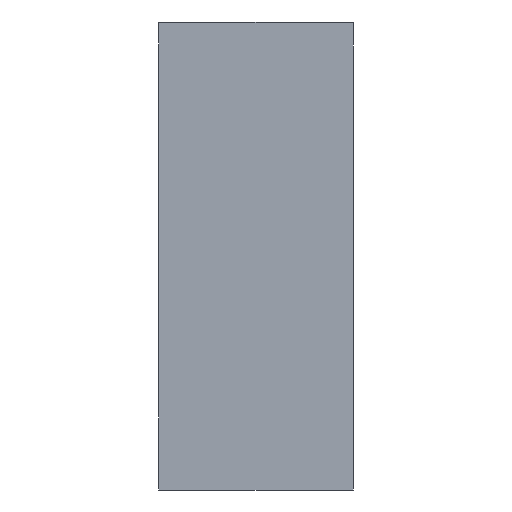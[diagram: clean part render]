
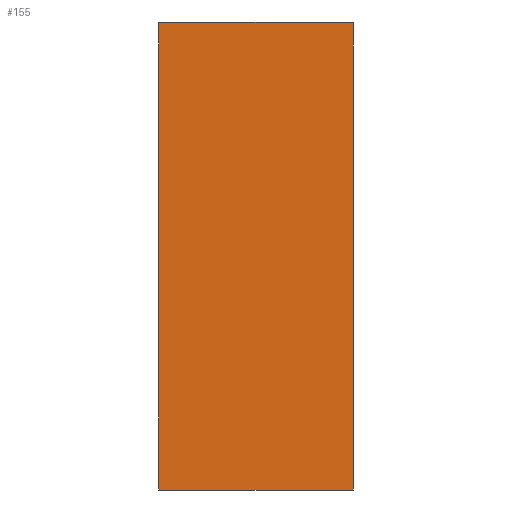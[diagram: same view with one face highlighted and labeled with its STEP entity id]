
A CAD part, front view. The second image highlights one B-rep face of the part: STEP entity #155.
In plain terms, the highlighted planar face has unit normal (0, -1, 0).
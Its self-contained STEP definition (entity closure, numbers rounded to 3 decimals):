
#28=FACE_OUTER_BOUND('',#36,.T.);
#36=EDGE_LOOP('',(#138,#139,#140,#141));
#50=LINE('',#234,#61);
#53=LINE('',#298,#64);
#55=LINE('',#331,#66);
#56=LINE('',#781,#67);
#61=VECTOR('',#190,10.);
#64=VECTOR('',#195,10.);
#66=VECTOR('',#199,10.);
#67=VECTOR('',#202,10.);
#73=VERTEX_POINT('',#231);
#74=VERTEX_POINT('',#233);
#76=VERTEX_POINT('',#296);
#78=VERTEX_POINT('',#329);
#88=EDGE_CURVE('',#74,#73,#50,.T.);
#92=EDGE_CURVE('',#73,#76,#53,.T.);
#95=EDGE_CURVE('',#76,#78,#55,.T.);
#101=EDGE_CURVE('',#78,#74,#56,.T.);
#138=ORIENTED_EDGE('',*,*,#92,.T.);
#139=ORIENTED_EDGE('',*,*,#95,.T.);
#140=ORIENTED_EDGE('',*,*,#101,.T.);
#141=ORIENTED_EDGE('',*,*,#88,.T.);
#147=PLANE('',#176);
#155=ADVANCED_FACE('',(#28),#147,.F.);
#176=AXIS2_PLACEMENT_3D('',#782,#203,#204);
#190=DIRECTION('',(0.,0.,1.));
#195=DIRECTION('',(-1.,0.,0.));
#199=DIRECTION('',(0.,0.,-1.));
#202=DIRECTION('',(1.,0.,0.));
#203=DIRECTION('center_axis',(0.,1.,0.));
#204=DIRECTION('ref_axis',(1.,0.,0.));
#231=CARTESIAN_POINT('',(50.,-5.,17.879));
#233=CARTESIAN_POINT('',(50.,-5.,-222.121));
#234=CARTESIAN_POINT('',(50.,-5.,-222.121));
#296=CARTESIAN_POINT('',(-50.,-5.,17.879));
#298=CARTESIAN_POINT('',(50.,-5.,17.879));
#329=CARTESIAN_POINT('',(-50.,-5.,-222.121));
#331=CARTESIAN_POINT('',(-50.,-5.,17.879));
#781=CARTESIAN_POINT('',(-50.,-5.,-222.121));
#782=CARTESIAN_POINT('Origin',(0.,-5.,-102.121));
